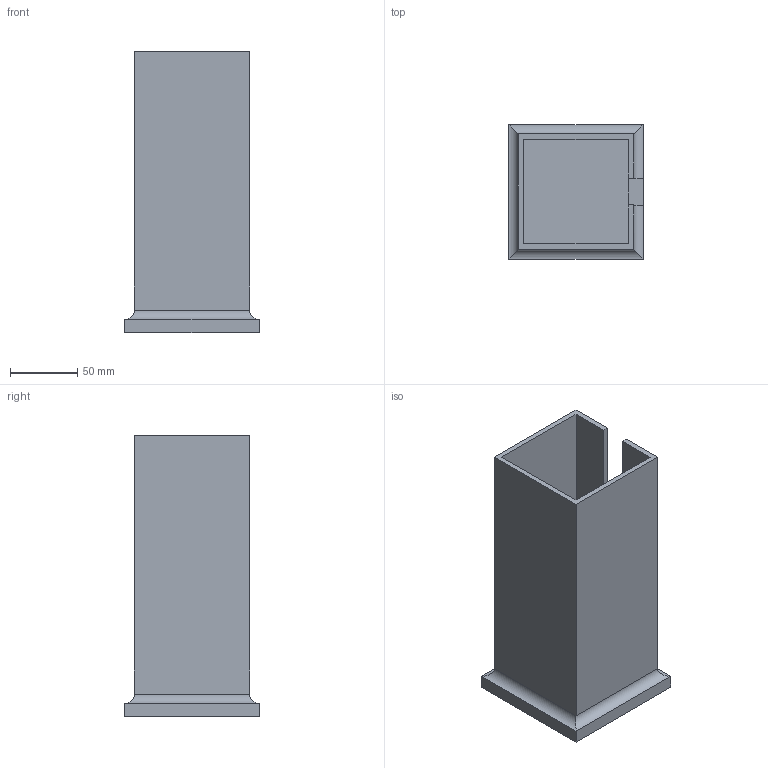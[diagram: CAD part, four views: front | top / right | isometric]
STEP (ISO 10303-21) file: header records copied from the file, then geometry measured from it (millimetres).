
FILE_DESCRIPTION(('CATIA V5 STEP Exchange'),'2;1');
FILE_NAME('suport pahare.stp','2022-03-12T10:31:36+00:00',('none'),('none'),'CATIA Version 5-6 Release 2017','CATIA V5 STEP AP203','none');
FILE_SCHEMA(('CONFIG_CONTROL_DESIGN'));
Length unit declared in the file: millimetre
Products named in the file (1): suport pahare
Bounding box: 100 x 100 x 210 mm (x, y, z)
Volume: 308674.6 mm3; surface area: 154619.3 mm2
Topology: 1 solids, 1 shells, 29 faces, 69 edges, 43 vertices
Faces by surface type: plane 24, cylinder 5
Entity records: 907 total; most frequent: CARTESIAN_POINT 209, ORIENTED_EDGE 138, DIRECTION 121, EDGE_CURVE 69, VECTOR 63, LINE 63, VERTEX_POINT 43, AXIS2_PLACEMENT_3D 31
